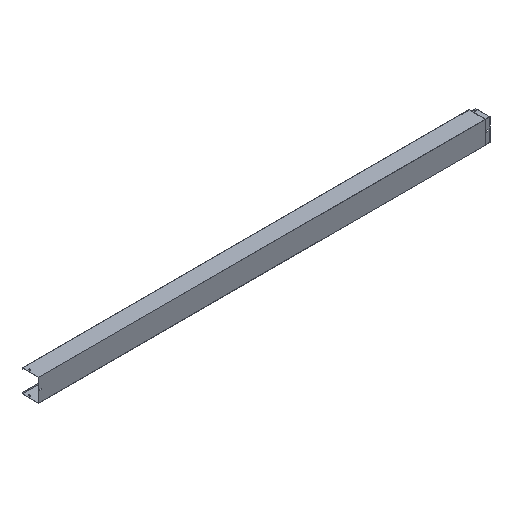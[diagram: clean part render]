
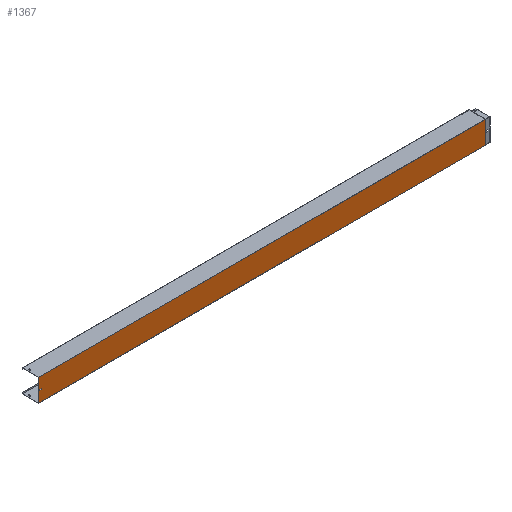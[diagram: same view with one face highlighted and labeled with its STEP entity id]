
A CAD part, isometric view. The second image highlights one B-rep face of the part: STEP entity #1367.
In plain terms, the highlighted planar face has unit normal (0, -1, 0).
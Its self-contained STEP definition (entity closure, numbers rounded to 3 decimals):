
#17 = EDGE_CURVE ( 'NONE', #1591, #62, #1165, .T. ) ;
#21 = EDGE_CURVE ( 'NONE', #433, #578, #464, .T. ) ;
#23 = EDGE_CURVE ( 'NONE', #578, #1511, #911, .T. ) ;
#30 = EDGE_CURVE ( 'NONE', #1567, #62, #491, .T. ) ;
#41 = EDGE_CURVE ( 'NONE', #1511, #1431, #88, .T. ) ;
#47 = DIRECTION ( 'NONE',  ( 0., 0., -1. ) ) ;
#50 = EDGE_CURVE ( 'NONE', #1431, #433, #627, .T. ) ;
#62 = VERTEX_POINT ( 'NONE', #1250 ) ;
#69 = EDGE_CURVE ( 'NONE', #1591, #957, #1042, .T. ) ;
#81 = CARTESIAN_POINT ( 'NONE',  ( 1.05, 0., 75. ) ) ;
#88 = LINE ( 'NONE', #214, #771 ) ;
#134 = CARTESIAN_POINT ( 'NONE',  ( -2952.5, 0., -3.5 ) ) ;
#139 = ORIENTED_EDGE ( 'NONE', *, *, #17, .F. ) ;
#166 = DIRECTION ( 'NONE',  ( 0., 0., -1. ) ) ;
#195 = VECTOR ( 'NONE', #47, 1000. ) ;
#214 = CARTESIAN_POINT ( 'NONE',  ( -2962.5, 0., 3.5 ) ) ;
#227 = CARTESIAN_POINT ( 'NONE',  ( 1.05, 0., -75. ) ) ;
#395 = DIRECTION ( 'NONE',  ( 0., 0., 1. ) ) ;
#433 = VERTEX_POINT ( 'NONE', #1796 ) ;
#464 = LINE ( 'NONE', #1252, #195 ) ;
#491 = LINE ( 'NONE', #565, #987 ) ;
#494 = EDGE_LOOP ( 'NONE', ( #1788, #1167, #1696, #1397 ) ) ;
#513 = ORIENTED_EDGE ( 'NONE', *, *, #895, .T. ) ;
#545 = VECTOR ( 'NONE', #395, 1000. ) ;
#549 = CARTESIAN_POINT ( 'NONE',  ( 1.05, 0., -75. ) ) ;
#565 = CARTESIAN_POINT ( 'NONE',  ( -2970., 0., 75. ) ) ;
#578 = VERTEX_POINT ( 'NONE', #134 ) ;
#627 = LINE ( 'NONE', #923, #981 ) ;
#746 = DIRECTION ( 'NONE',  ( 0., 0., -1. ) ) ;
#771 = VECTOR ( 'NONE', #1080, 1000. ) ;
#784 = FACE_OUTER_BOUND ( 'NONE', #1256, .T. ) ;
#895 = EDGE_CURVE ( 'NONE', #957, #1567, #1872, .T. ) ;
#911 = LINE ( 'NONE', #1946, #1983 ) ;
#918 = DIRECTION ( 'NONE',  ( -1., 0., 0. ) ) ;
#923 = CARTESIAN_POINT ( 'NONE',  ( -2952.5, 0., 3.5 ) ) ;
#957 = VERTEX_POINT ( 'NONE', #81 ) ;
#981 = VECTOR ( 'NONE', #1685, 1000. ) ;
#987 = VECTOR ( 'NONE', #746, 1000. ) ;
#1035 = CARTESIAN_POINT ( 'NONE',  ( -2970., 0., 75. ) ) ;
#1042 = LINE ( 'NONE', #227, #545 ) ;
#1047 = CARTESIAN_POINT ( 'NONE',  ( -2962.5, 0., 3.5 ) ) ;
#1059 = ORIENTED_EDGE ( 'NONE', *, *, #69, .T. ) ;
#1064 = VECTOR ( 'NONE', #918, 1000. ) ;
#1068 = CARTESIAN_POINT ( 'NONE',  ( -2962.5, 0., -3.5 ) ) ;
#1080 = DIRECTION ( 'NONE',  ( 0., 0., 1. ) ) ;
#1165 = LINE ( 'NONE', #1821, #1064 ) ;
#1167 = ORIENTED_EDGE ( 'NONE', *, *, #23, .T. ) ;
#1202 = DIRECTION ( 'NONE',  ( 0., -1., 0. ) ) ;
#1231 = CARTESIAN_POINT ( 'NONE',  ( -2970., 0., 75. ) ) ;
#1250 = CARTESIAN_POINT ( 'NONE',  ( -2970., 0., -75. ) ) ;
#1252 = CARTESIAN_POINT ( 'NONE',  ( -2952.5, 0., 3.5 ) ) ;
#1256 = EDGE_LOOP ( 'NONE', ( #139, #1059, #513, #1499 ) ) ;
#1350 = FACE_BOUND ( 'NONE', #494, .T. ) ;
#1367 = ADVANCED_FACE ( 'NONE', ( #1350, #784 ), #1778, .T. ) ;
#1390 = DIRECTION ( 'NONE',  ( -1., 0., 0. ) ) ;
#1397 = ORIENTED_EDGE ( 'NONE', *, *, #50, .T. ) ;
#1407 = CARTESIAN_POINT ( 'NONE',  ( 0.132, 0., 75. ) ) ;
#1431 = VERTEX_POINT ( 'NONE', #1047 ) ;
#1483 = AXIS2_PLACEMENT_3D ( 'NONE', #1035, #1202, #166 ) ;
#1499 = ORIENTED_EDGE ( 'NONE', *, *, #30, .T. ) ;
#1511 = VERTEX_POINT ( 'NONE', #1068 ) ;
#1567 = VERTEX_POINT ( 'NONE', #1231 ) ;
#1591 = VERTEX_POINT ( 'NONE', #549 ) ;
#1685 = DIRECTION ( 'NONE',  ( 1., 0., 0. ) ) ;
#1696 = ORIENTED_EDGE ( 'NONE', *, *, #41, .T. ) ;
#1778 = PLANE ( 'NONE',  #1483 ) ;
#1788 = ORIENTED_EDGE ( 'NONE', *, *, #21, .T. ) ;
#1796 = CARTESIAN_POINT ( 'NONE',  ( -2952.5, 0., 3.5 ) ) ;
#1821 = CARTESIAN_POINT ( 'NONE',  ( 0.132, 0., -75. ) ) ;
#1830 = VECTOR ( 'NONE', #1977, 1000. ) ;
#1872 = LINE ( 'NONE', #1407, #1830 ) ;
#1946 = CARTESIAN_POINT ( 'NONE',  ( -2952.5, 0., -3.5 ) ) ;
#1977 = DIRECTION ( 'NONE',  ( -1., 0., 0. ) ) ;
#1983 = VECTOR ( 'NONE', #1390, 1000. ) ;
